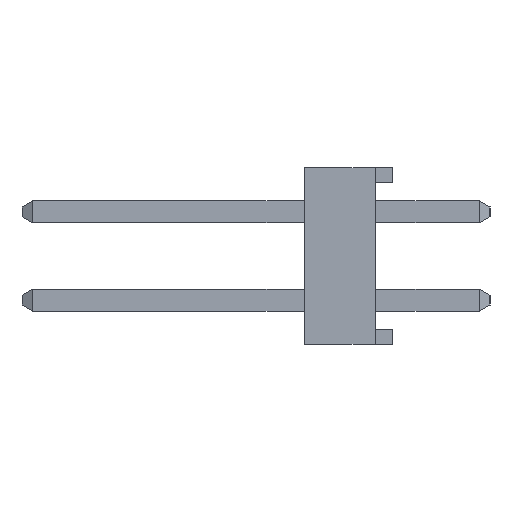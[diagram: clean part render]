
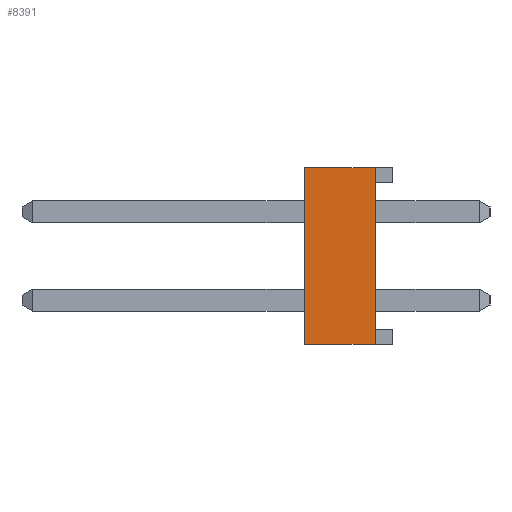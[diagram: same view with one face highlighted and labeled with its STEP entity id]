
A CAD part, left-side view. The second image highlights one B-rep face of the part: STEP entity #8391.
In plain terms, the highlighted planar face has unit normal (-1, 0, 0).
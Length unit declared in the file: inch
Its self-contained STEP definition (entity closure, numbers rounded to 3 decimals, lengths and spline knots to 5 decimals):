
#96 = EDGE_CURVE ( 'NONE', #872, #12319, #5175, .T. ) ;
#581 = CARTESIAN_POINT ( 'NONE',  ( -0.9, 0.1, 0.1 ) ) ;
#872 = VERTEX_POINT ( 'NONE', #17419 ) ;
#2038 = EDGE_CURVE ( 'NONE', #29593, #872, #34557, .T. ) ;
#2615 = CARTESIAN_POINT ( 'NONE',  ( -0.9, 0.1, 0.1 ) ) ;
#2667 = LINE ( 'NONE', #30967, #23115 ) ;
#5056 = FACE_OUTER_BOUND ( 'NONE', #9540, .T. ) ;
#5175 = LINE ( 'NONE', #26909, #17670 ) ;
#7114 = DIRECTION ( 'NONE',  ( 0., -1., 0. ) ) ;
#8063 = ORIENTED_EDGE ( 'NONE', *, *, #96, .F. ) ;
#8391 = ADVANCED_FACE ( 'NONE', ( #5056 ), #33504, .F. ) ;
#9343 = LINE ( 'NONE', #2615, #17708 ) ;
#9540 = EDGE_LOOP ( 'NONE', ( #32117, #8063, #13585, #22196 ) ) ;
#9720 = DIRECTION ( 'NONE',  ( 1., 0., 0. ) ) ;
#12319 = VERTEX_POINT ( 'NONE', #20808 ) ;
#13585 = ORIENTED_EDGE ( 'NONE', *, *, #2038, .F. ) ;
#13982 = DIRECTION ( 'NONE',  ( 0., -1., 0. ) ) ;
#15567 = EDGE_CURVE ( 'NONE', #29593, #17974, #9343, .T. ) ;
#16329 = DIRECTION ( 'NONE',  ( 0., 0., -1. ) ) ;
#17419 = CARTESIAN_POINT ( 'NONE',  ( -0.9, 0.02, 0.1 ) ) ;
#17670 = VECTOR ( 'NONE', #16329, 39.37008 ) ;
#17708 = VECTOR ( 'NONE', #26495, 39.37008 ) ;
#17974 = VERTEX_POINT ( 'NONE', #28123 ) ;
#20808 = CARTESIAN_POINT ( 'NONE',  ( -0.9, 0.02, -0.1 ) ) ;
#22196 = ORIENTED_EDGE ( 'NONE', *, *, #15567, .T. ) ;
#22377 = CARTESIAN_POINT ( 'NONE',  ( -0.9, 0.1, 0.1 ) ) ;
#23115 = VECTOR ( 'NONE', #7114, 39.37008 ) ;
#25500 = AXIS2_PLACEMENT_3D ( 'NONE', #25702, #9720, #28343 ) ;
#25702 = CARTESIAN_POINT ( 'NONE',  ( -0.9, 0.1, 0.1 ) ) ;
#26495 = DIRECTION ( 'NONE',  ( 0., 0., -1. ) ) ;
#26909 = CARTESIAN_POINT ( 'NONE',  ( -0.9, 0.02, 0.1 ) ) ;
#27775 = EDGE_CURVE ( 'NONE', #17974, #12319, #2667, .T. ) ;
#28123 = CARTESIAN_POINT ( 'NONE',  ( -0.9, 0.1, -0.1 ) ) ;
#28343 = DIRECTION ( 'NONE',  ( 0., 1., 0. ) ) ;
#29593 = VERTEX_POINT ( 'NONE', #22377 ) ;
#30967 = CARTESIAN_POINT ( 'NONE',  ( -0.9, 0.1, -0.1 ) ) ;
#32117 = ORIENTED_EDGE ( 'NONE', *, *, #27775, .T. ) ;
#33504 = PLANE ( 'NONE',  #25500 ) ;
#33772 = VECTOR ( 'NONE', #13982, 39.37008 ) ;
#34557 = LINE ( 'NONE', #581, #33772 ) ;
